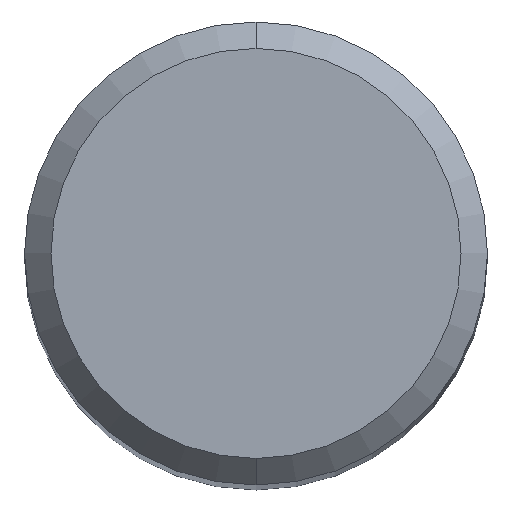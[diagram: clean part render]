
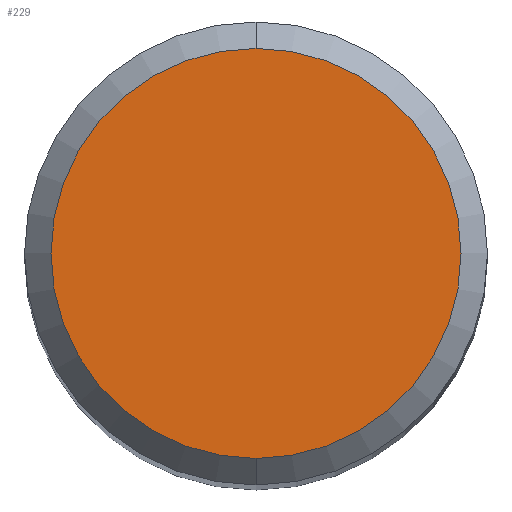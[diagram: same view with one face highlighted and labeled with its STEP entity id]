
A CAD part, top view. The second image highlights one B-rep face of the part: STEP entity #229.
In plain terms, the highlighted planar face has unit normal (0, 0, 1).
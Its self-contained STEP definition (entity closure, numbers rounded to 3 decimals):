
#229=ADVANCED_FACE('',(#617),#618,.T.);
#267=EDGE_CURVE('',#371,#477,#660,.T.);
#371=VERTEX_POINT('',#777);
#403=EDGE_CURVE('',#477,#371,#810,.T.);
#477=VERTEX_POINT('',#892);
#617=FACE_OUTER_BOUND('',#1069,.T.);
#618=PLANE('',#1070);
#660=CIRCLE('',#1132,3.1);
#777=CARTESIAN_POINT('',(0.,-3.1,0.0));
#810=CIRCLE('',#1444,3.1);
#892=CARTESIAN_POINT('',(0.0,3.1,0.0));
#1069=EDGE_LOOP('',(#1789,#1790));
#1070=AXIS2_PLACEMENT_3D('',#1791,#1792,#1793);
#1132=AXIS2_PLACEMENT_3D('',#1853,#1854,#1855);
#1444=AXIS2_PLACEMENT_3D('',#2022,#2023,#2024);
#1789=ORIENTED_EDGE('',*,*,#403,.F.);
#1790=ORIENTED_EDGE('',*,*,#267,.F.);
#1791=CARTESIAN_POINT('',(0.0,1.55,0.0));
#1792=DIRECTION('',(-0.0,0.0,1.0));
#1793=DIRECTION('',(0.0,-1.0,0.0));
#1853=CARTESIAN_POINT('',(0.0,0.0,0.0));
#1854=DIRECTION('',(0.0,0.0,-1.0));
#1855=DIRECTION('',(0.0,1.0,0.0));
#2022=CARTESIAN_POINT('',(0.0,0.0,0.0));
#2023=DIRECTION('',(0.0,0.0,-1.0));
#2024=DIRECTION('',(0.0,1.0,0.0));
